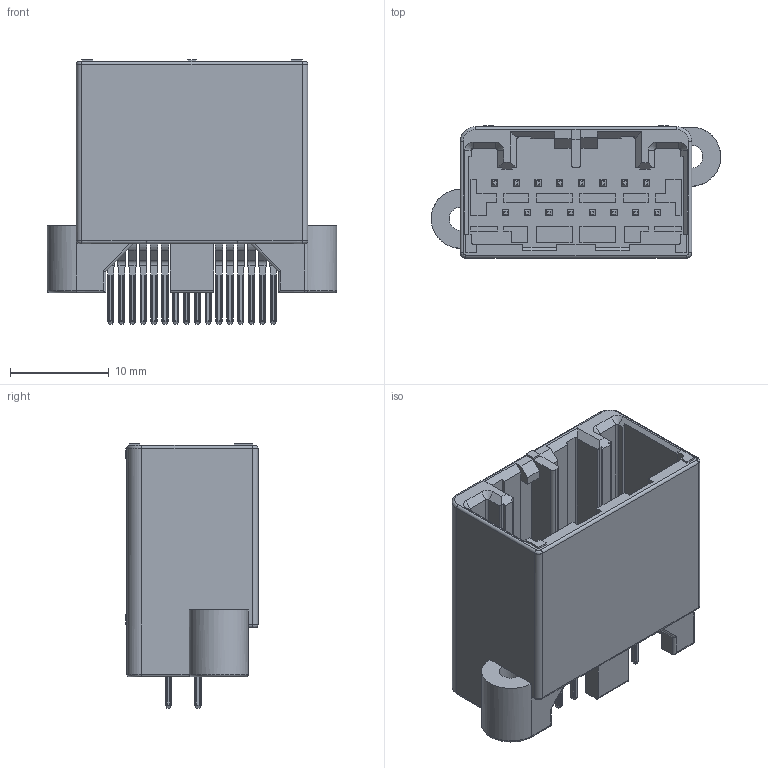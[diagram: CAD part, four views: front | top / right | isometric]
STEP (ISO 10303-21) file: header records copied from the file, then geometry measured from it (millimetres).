
FILE_DESCRIPTION( ('This file contains a STEP AP42 implementation' ,'as created by ZW3D STEP Interface translator.') ,'2;1' );
FILE_NAME( '72230-2MS016ABSNBT1.stp' ,'231026.17 332', (''), ('ZWCAD Software Co.'), 'Version 1.0', 'ZW3D to STEP translator', '' );
FILE_SCHEMA(('AUTOMOTIVE_DESIGN { 1 0 10303 214 1 1 1 1 }'));
Length unit declared in the file: millimetre
Products named in the file (2): 0; 72230-2MS016ABSNBT1
Bounding box: 29.4 x 13.4 x 26.9 mm (x, y, z)
Volume: 2964.9 mm3; surface area: 4704.2 mm2
Topology: 1 solids, 1 shells, 1382 faces, 3812 edges, 2492 vertices
Faces by surface type: plane 933, cylinder 271, bspline 172, cone 4, sphere 1, torus 1
Full cylindrical faces by diameter (mm): 2.35 x2
Entity records: 54657 total; most frequent: CARTESIAN_POINT 22626, ORIENTED_EDGE 7624, DIRECTION 4392, EDGE_CURVE 3812, VERTEX_POINT 2492, B_SPLINE_CURVE_WITH_KNOTS 2144, AXIS2_PLACEMENT_3D 1522, EDGE_LOOP 1450
